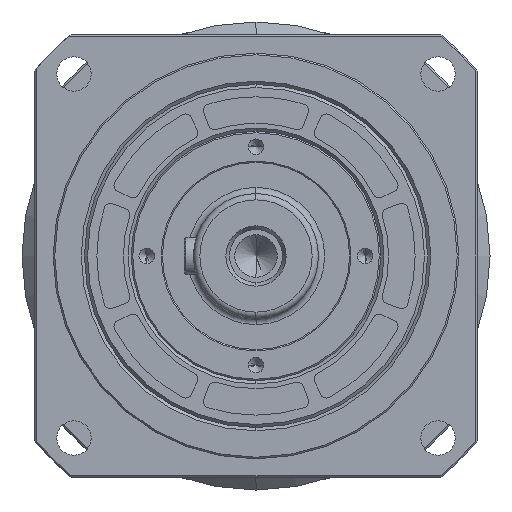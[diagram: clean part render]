
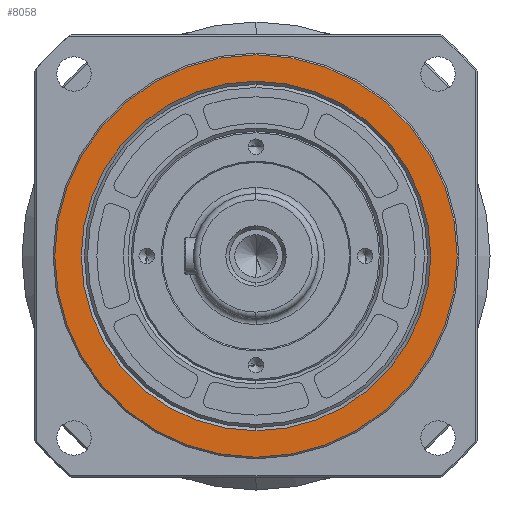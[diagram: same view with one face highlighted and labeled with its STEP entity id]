
A CAD part, left-side view. The second image highlights one B-rep face of the part: STEP entity #8058.
In plain terms, the highlighted planar face has unit normal (-1, 0, 0).
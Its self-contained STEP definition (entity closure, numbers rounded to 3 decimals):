
#28 = ORIENTED_EDGE ( 'NONE', *, *, #3471, .F. ) ;
#1300 = DIRECTION ( 'NONE',  ( 1., 0., 0. ) ) ;
#1524 = DIRECTION ( 'NONE',  ( -1., 0., 0. ) ) ;
#1909 = VERTEX_POINT ( 'NONE', #12358 ) ;
#2656 = EDGE_CURVE ( 'NONE', #1909, #16023, #11127, .T. ) ;
#3471 = EDGE_CURVE ( 'NONE', #11444, #11067, #12002, .T. ) ;
#4428 = FACE_BOUND ( 'NONE', #6346, .T. ) ;
#4482 = CIRCLE ( 'NONE', #18373, 64.5 ) ;
#4841 = CARTESIAN_POINT ( 'NONE',  ( 0., 0., 0. ) ) ;
#5299 = DIRECTION ( 'NONE',  ( -1., 0., 0. ) ) ;
#5696 = CARTESIAN_POINT ( 'NONE',  ( 0., 0., -56. ) ) ;
#6077 = AXIS2_PLACEMENT_3D ( 'NONE', #7982, #18054, #9447 ) ;
#6177 = EDGE_CURVE ( 'NONE', #16023, #1909, #4482, .T. ) ;
#6346 = EDGE_LOOP ( 'NONE', ( #16291, #28 ) ) ;
#6742 = DIRECTION ( 'NONE',  ( -1., 0., 0. ) ) ;
#7224 = DIRECTION ( 'NONE',  ( 0., 0., -1. ) ) ;
#7356 = AXIS2_PLACEMENT_3D ( 'NONE', #15355, #6742, #16805 ) ;
#7664 = CARTESIAN_POINT ( 'NONE',  ( 0., 0., 56. ) ) ;
#7982 = CARTESIAN_POINT ( 'NONE',  ( 0., 0., 0. ) ) ;
#8058 = ADVANCED_FACE ( 'NONE', ( #15466, #4428 ), #12631, .F. ) ;
#9447 = DIRECTION ( 'NONE',  ( 0., 0., 1. ) ) ;
#9770 = AXIS2_PLACEMENT_3D ( 'NONE', #4841, #5299, #7224 ) ;
#9920 = CARTESIAN_POINT ( 'NONE',  ( 0., 56., 0. ) ) ;
#10131 = CARTESIAN_POINT ( 'NONE',  ( 0., 0., 0. ) ) ;
#10461 = ORIENTED_EDGE ( 'NONE', *, *, #6177, .T. ) ;
#11067 = VERTEX_POINT ( 'NONE', #7664 ) ;
#11127 = CIRCLE ( 'NONE', #9770, 64.5 ) ;
#11364 = DIRECTION ( 'NONE',  ( 0., 0., -1. ) ) ;
#11444 = VERTEX_POINT ( 'NONE', #5696 ) ;
#11588 = DIRECTION ( 'NONE',  ( 0., 0., -1. ) ) ;
#11802 = EDGE_CURVE ( 'NONE', #11067, #11444, #16857, .T. ) ;
#12002 = CIRCLE ( 'NONE', #6077, 56. ) ;
#12358 = CARTESIAN_POINT ( 'NONE',  ( 0., 0., -64.5 ) ) ;
#12631 = PLANE ( 'NONE',  #15171 ) ;
#13476 = ORIENTED_EDGE ( 'NONE', *, *, #2656, .T. ) ;
#14326 = EDGE_LOOP ( 'NONE', ( #13476, #10461 ) ) ;
#15171 = AXIS2_PLACEMENT_3D ( 'NONE', #9920, #1300, #11364 ) ;
#15355 = CARTESIAN_POINT ( 'NONE',  ( 0., 0., 0. ) ) ;
#15466 = FACE_OUTER_BOUND ( 'NONE', #14326, .T. ) ;
#16023 = VERTEX_POINT ( 'NONE', #17152 ) ;
#16291 = ORIENTED_EDGE ( 'NONE', *, *, #11802, .F. ) ;
#16805 = DIRECTION ( 'NONE',  ( 0., 0., 1. ) ) ;
#16857 = CIRCLE ( 'NONE', #7356, 56. ) ;
#17152 = CARTESIAN_POINT ( 'NONE',  ( 0., 0., 64.5 ) ) ;
#18054 = DIRECTION ( 'NONE',  ( -1., 0., 0. ) ) ;
#18373 = AXIS2_PLACEMENT_3D ( 'NONE', #10131, #1524, #11588 ) ;
